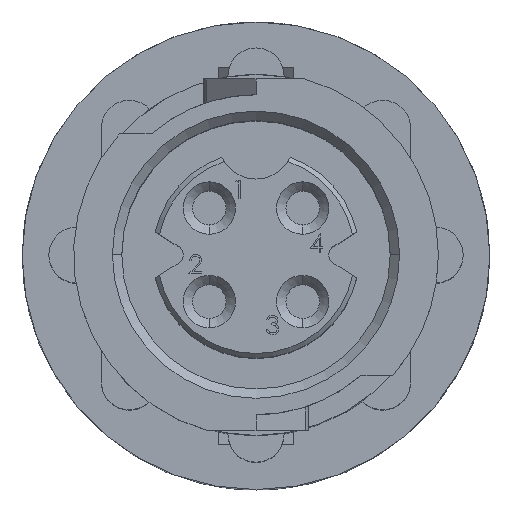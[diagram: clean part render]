
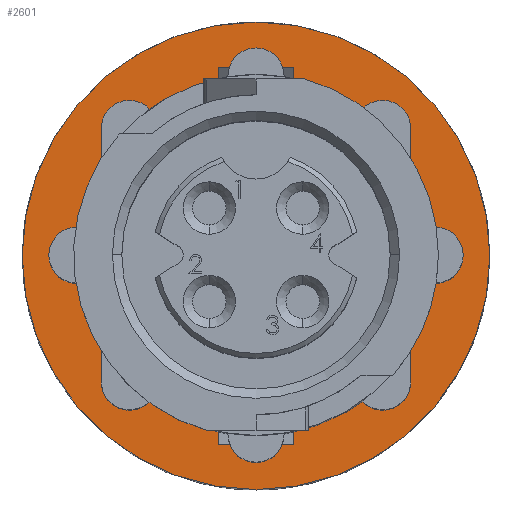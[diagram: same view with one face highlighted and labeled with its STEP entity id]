
A CAD part, top view. The second image highlights one B-rep face of the part: STEP entity #2601.
In plain terms, the highlighted planar face has unit normal (0, 0, 1).
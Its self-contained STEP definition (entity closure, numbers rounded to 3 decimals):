
#15 = AXIS2_PLACEMENT_3D ( 'NONE', #9199, #5778, #8338 ) ;
#16 = EDGE_CURVE ( 'NONE', #5814, #209, #11202, .T. ) ;
#209 = VERTEX_POINT ( 'NONE', #9810 ) ;
#261 = VECTOR ( 'NONE', #819, 1000. ) ;
#489 = ORIENTED_EDGE ( 'NONE', *, *, #4184, .F. ) ;
#553 = ORIENTED_EDGE ( 'NONE', *, *, #6250, .T. ) ;
#620 = CARTESIAN_POINT ( 'NONE',  ( 1.016, -4.392, -16.815 ) ) ;
#733 = CARTESIAN_POINT ( 'NONE',  ( -1.016, -5.125, -16.815 ) ) ;
#787 = CARTESIAN_POINT ( 'NONE',  ( -1.016, 4.392, -16.815 ) ) ;
#819 = DIRECTION ( 'NONE',  ( 0., 1., 0. ) ) ;
#1275 = LINE ( 'NONE', #11019, #10718 ) ;
#1333 = VECTOR ( 'NONE', #2536, 1000. ) ;
#1574 = DIRECTION ( 'NONE',  ( 1., 0., 0. ) ) ;
#1650 = ORIENTED_EDGE ( 'NONE', *, *, #6980, .F. ) ;
#1742 = DIRECTION ( 'NONE',  ( 1., 0., 0. ) ) ;
#1910 = EDGE_CURVE ( 'NONE', #2646, #10602, #11193, .T. ) ;
#1936 = EDGE_LOOP ( 'NONE', ( #9752, #7923, #8491, #8266, #489, #11103, #5035, #553, #1650 ) ) ;
#1959 = AXIS2_PLACEMENT_3D ( 'NONE', #4278, #4393, #7762 ) ;
#2536 = DIRECTION ( 'NONE',  ( 0., 1., 0. ) ) ;
#2601 = ADVANCED_FACE ( 'NONE', ( #5930, #4154 ), #5874, .T. ) ;
#2646 = VERTEX_POINT ( 'NONE', #787 ) ;
#2676 = CARTESIAN_POINT ( 'NONE',  ( 6.35, 0., -16.815 ) ) ;
#2863 = ORIENTED_EDGE ( 'NONE', *, *, #11260, .T. ) ;
#3092 = DIRECTION ( 'NONE',  ( 1., 0., 0. ) ) ;
#3095 = VERTEX_POINT ( 'NONE', #9335 ) ;
#3104 = VERTEX_POINT ( 'NONE', #620 ) ;
#3141 = CARTESIAN_POINT ( 'NONE',  ( -1.016, -5.125, -16.815 ) ) ;
#3158 = LINE ( 'NONE', #6802, #10011 ) ;
#3222 = VERTEX_POINT ( 'NONE', #8979 ) ;
#3231 = VERTEX_POINT ( 'NONE', #7332 ) ;
#3520 = DIRECTION ( 'NONE',  ( 1., 0., 0. ) ) ;
#3782 = DIRECTION ( 'NONE',  ( 1., 0., 0. ) ) ;
#3784 = AXIS2_PLACEMENT_3D ( 'NONE', #8187, #5620, #9095 ) ;
#4154 = FACE_OUTER_BOUND ( 'NONE', #4965, .T. ) ;
#4184 = EDGE_CURVE ( 'NONE', #3104, #5814, #8571, .T. ) ;
#4211 = CARTESIAN_POINT ( 'NONE',  ( -1.016, 5.125, -16.815 ) ) ;
#4278 = CARTESIAN_POINT ( 'NONE',  ( 0., 0., -16.815 ) ) ;
#4307 = CARTESIAN_POINT ( 'NONE',  ( 1.016, 5.125, -16.815 ) ) ;
#4317 = LINE ( 'NONE', #10415, #9784 ) ;
#4393 = DIRECTION ( 'NONE',  ( 0., 0., 1. ) ) ;
#4818 = EDGE_CURVE ( 'NONE', #10493, #3222, #7904, .T. ) ;
#4935 = DIRECTION ( 'NONE',  ( 0., 1., 0. ) ) ;
#4965 = EDGE_LOOP ( 'NONE', ( #8754, #2863 ) ) ;
#5035 = ORIENTED_EDGE ( 'NONE', *, *, #4818, .F. ) ;
#5146 = CARTESIAN_POINT ( 'NONE',  ( -1.016, 5.125, -16.815 ) ) ;
#5220 = CARTESIAN_POINT ( 'NONE',  ( 0., 4.381, -16.815 ) ) ;
#5277 = LINE ( 'NONE', #4307, #1333 ) ;
#5620 = DIRECTION ( 'NONE',  ( 0., 0., 1. ) ) ;
#5717 = CARTESIAN_POINT ( 'NONE',  ( 0., 0., -16.815 ) ) ;
#5778 = DIRECTION ( 'NONE',  ( 0., 0., 1. ) ) ;
#5794 = CIRCLE ( 'NONE', #3784, 6.35 ) ;
#5814 = VERTEX_POINT ( 'NONE', #9557 ) ;
#5838 = DIRECTION ( 'NONE',  ( 0., 1., 0. ) ) ;
#5874 = PLANE ( 'NONE',  #6204 ) ;
#5930 = FACE_BOUND ( 'NONE', #1936, .T. ) ;
#6204 = AXIS2_PLACEMENT_3D ( 'NONE', #5220, #10196, #1574 ) ;
#6250 = EDGE_CURVE ( 'NONE', #10493, #3231, #1275, .T. ) ;
#6338 = VECTOR ( 'NONE', #3520, 1000. ) ;
#6392 = CARTESIAN_POINT ( 'NONE',  ( 1.016, 5.125, -16.815 ) ) ;
#6802 = CARTESIAN_POINT ( 'NONE',  ( 1.016, -5.125, -16.815 ) ) ;
#6980 = EDGE_CURVE ( 'NONE', #2646, #3231, #7097, .T. ) ;
#7043 = EDGE_CURVE ( 'NONE', #3222, #3104, #3158, .T. ) ;
#7097 = CIRCLE ( 'NONE', #15, 4.508 ) ;
#7267 = VERTEX_POINT ( 'NONE', #2676 ) ;
#7314 = DIRECTION ( 'NONE',  ( 0., 0., 1. ) ) ;
#7332 = CARTESIAN_POINT ( 'NONE',  ( -1.016, -4.392, -16.815 ) ) ;
#7441 = VERTEX_POINT ( 'NONE', #6392 ) ;
#7762 = DIRECTION ( 'NONE',  ( 1., 0., 0. ) ) ;
#7904 = LINE ( 'NONE', #733, #6338 ) ;
#7923 = ORIENTED_EDGE ( 'NONE', *, *, #10191, .T. ) ;
#8187 = CARTESIAN_POINT ( 'NONE',  ( 0., 0., -16.815 ) ) ;
#8266 = ORIENTED_EDGE ( 'NONE', *, *, #16, .F. ) ;
#8338 = DIRECTION ( 'NONE',  ( 1., 0., 0. ) ) ;
#8491 = ORIENTED_EDGE ( 'NONE', *, *, #9200, .F. ) ;
#8571 = CIRCLE ( 'NONE', #8751, 4.508 ) ;
#8751 = AXIS2_PLACEMENT_3D ( 'NONE', #9024, #9671, #3782 ) ;
#8754 = ORIENTED_EDGE ( 'NONE', *, *, #10303, .T. ) ;
#8979 = CARTESIAN_POINT ( 'NONE',  ( 1.016, -5.125, -16.815 ) ) ;
#9024 = CARTESIAN_POINT ( 'NONE',  ( 0., 0., -16.815 ) ) ;
#9095 = DIRECTION ( 'NONE',  ( 1., 0., 0. ) ) ;
#9199 = CARTESIAN_POINT ( 'NONE',  ( 0., 0., -16.815 ) ) ;
#9200 = EDGE_CURVE ( 'NONE', #209, #7441, #5277, .T. ) ;
#9335 = CARTESIAN_POINT ( 'NONE',  ( -6.35, 0., -16.815 ) ) ;
#9384 = AXIS2_PLACEMENT_3D ( 'NONE', #5717, #7314, #3092 ) ;
#9557 = CARTESIAN_POINT ( 'NONE',  ( 4.508, 0., -16.815 ) ) ;
#9671 = DIRECTION ( 'NONE',  ( 0., 0., 1. ) ) ;
#9752 = ORIENTED_EDGE ( 'NONE', *, *, #1910, .T. ) ;
#9784 = VECTOR ( 'NONE', #1742, 1000. ) ;
#9795 = CIRCLE ( 'NONE', #1959, 6.35 ) ;
#9810 = CARTESIAN_POINT ( 'NONE',  ( 1.016, 4.392, -16.815 ) ) ;
#10011 = VECTOR ( 'NONE', #5838, 1000. ) ;
#10191 = EDGE_CURVE ( 'NONE', #10602, #7441, #4317, .T. ) ;
#10196 = DIRECTION ( 'NONE',  ( 0., 0., 1. ) ) ;
#10303 = EDGE_CURVE ( 'NONE', #7267, #3095, #9795, .T. ) ;
#10415 = CARTESIAN_POINT ( 'NONE',  ( -1.016, 5.125, -16.815 ) ) ;
#10493 = VERTEX_POINT ( 'NONE', #3141 ) ;
#10602 = VERTEX_POINT ( 'NONE', #4211 ) ;
#10718 = VECTOR ( 'NONE', #4935, 1000. ) ;
#11019 = CARTESIAN_POINT ( 'NONE',  ( -1.016, -5.125, -16.815 ) ) ;
#11103 = ORIENTED_EDGE ( 'NONE', *, *, #7043, .F. ) ;
#11193 = LINE ( 'NONE', #5146, #261 ) ;
#11202 = CIRCLE ( 'NONE', #9384, 4.508 ) ;
#11260 = EDGE_CURVE ( 'NONE', #3095, #7267, #5794, .T. ) ;
